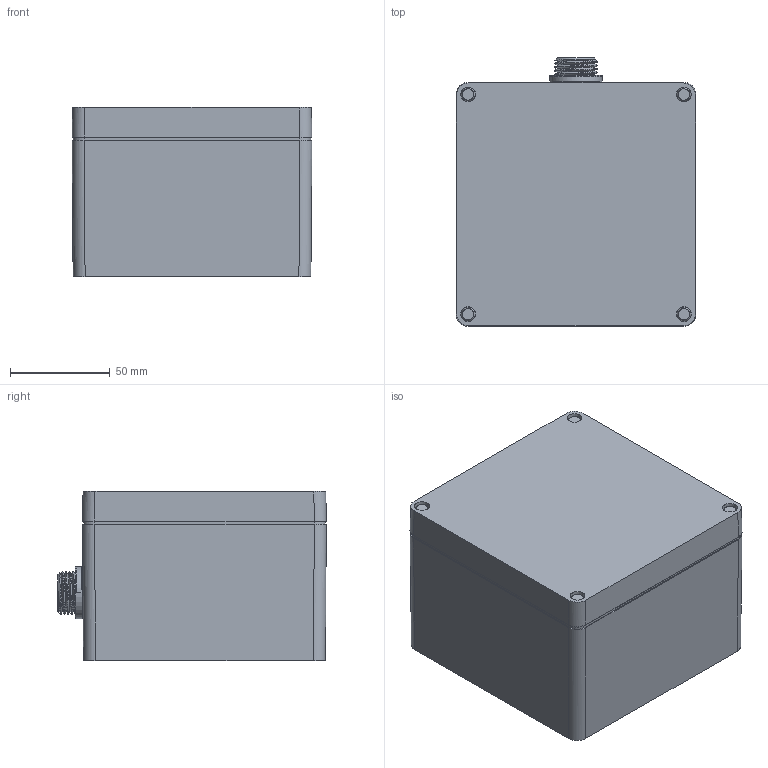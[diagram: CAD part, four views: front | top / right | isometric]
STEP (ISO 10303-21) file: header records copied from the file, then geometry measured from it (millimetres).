
FILE_DESCRIPTION (( 'STEP AP214' ), '1' );
FILE_NAME ('908168.STEP', '2025-09-03T18:45:41', ( '' ), ( '' ), 'SwSTEP 2.0', 'SolidWorks 2024', '' );
FILE_SCHEMA (( 'AUTOMOTIVE_DESIGN' ));
Length unit declared in the file: inch
Products named in the file (1): 908168
Bounding box: 120 x 134.43 x 85 mm (x, y, z)
Volume: 631771.3 mm3; surface area: 192055.8 mm2
Topology: 2 solids, 2 shells, 610 faces, 1695 edges, 1131 vertices
Faces by surface type: plane 378, cylinder 162, cone 32, torus 19, bspline 19
Entity records: 26651 total; most frequent: CARTESIAN_POINT 11904, ORIENTED_EDGE 3390, DIRECTION 2537, EDGE_CURVE 1695, VERTEX_POINT 1131, VECTOR 915, LINE 915, AXIS2_PLACEMENT_3D 811
